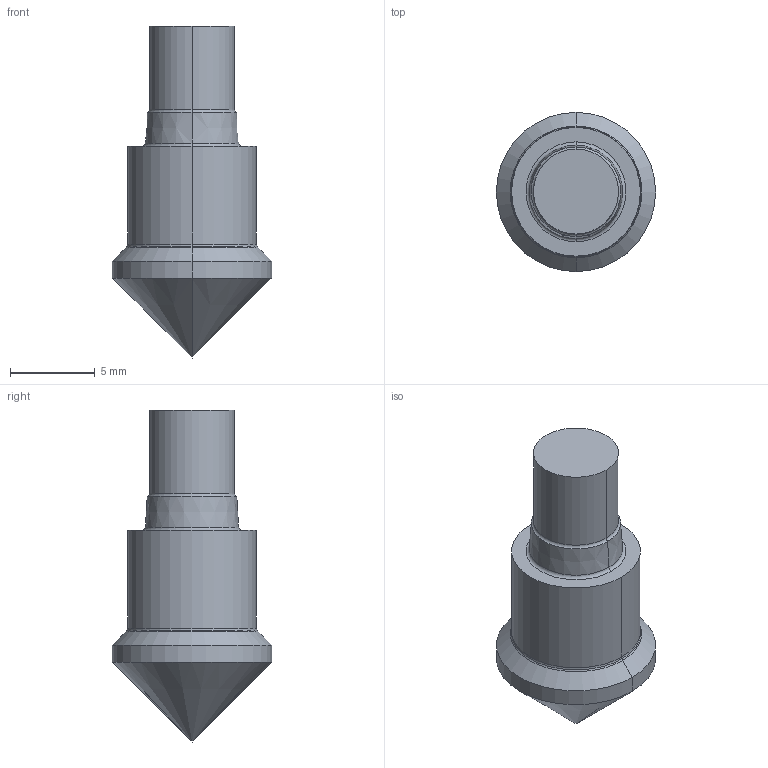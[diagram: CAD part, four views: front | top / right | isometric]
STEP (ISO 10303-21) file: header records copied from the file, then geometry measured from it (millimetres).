
FILE_DESCRIPTION((''),'2;1');
FILE_NAME('46N09409TQRA45','2015-11-26T',('goebels'),(''),'PRO/ENGINEER BY PARAMETRIC TECHNOLOGY CORPORATION, 2011490','PRO/ENGINEER BY PARAMETRIC TECHNOLOGY CORPORATION, 2011490','');
FILE_SCHEMA(('AUTOMOTIVE_DESIGN { 1 2 10303 214 0 1 1 1 }'));
Length unit declared in the file: millimetre
Products named in the file (3): CUT; NOCUT; 46N09409TQRA45
Assembly tree (2 placements, depth 2):
  46N09409TQRA45
    CUT
    NOCUT
Bounding box: 9.4 x 9.4 x 19.6 mm (x, y, z)
Volume: 644.1 mm3; surface area: 549.6 mm2
Topology: 2 solids, 2 shells, 24 faces, 48 edges, 29 vertices
Faces by surface type: torus 8, cone 6, cylinder 6, plane 4
Entity records: 1001 total; most frequent: DIRECTION 154, CARTESIAN_POINT 116, ORIENTED_EDGE 88, AXIS2_PLACEMENT_3D 70, PRESENTATION_STYLE_ASSIGNMENT 53, STYLED_ITEM 53, CURVE_STYLE 51, EDGE_CURVE 44
